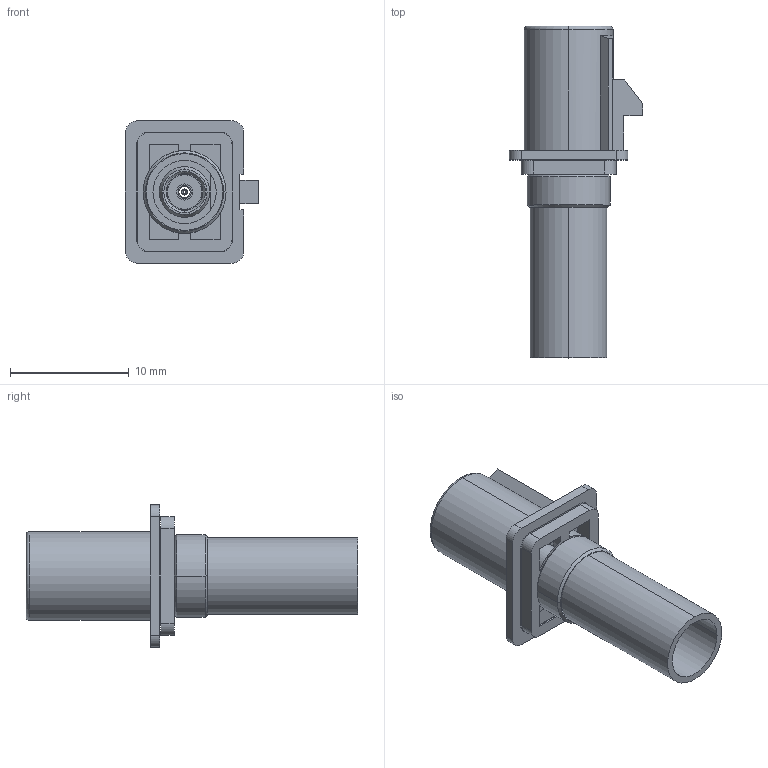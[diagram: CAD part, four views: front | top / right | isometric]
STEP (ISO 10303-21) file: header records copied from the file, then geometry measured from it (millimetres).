
FILE_DESCRIPTION((''),'2;1');
FILE_NAME('FA1-NASP-C04-1_SW0001','2012-11-20T',('Clement Lazar'),(''),'PRO/ENGINEER BY PARAMETRIC TECHNOLOGY CORPORATION, 2010100','PRO/ENGINEER BY PARAMETRIC TECHNOLOGY CORPORATION, 2010100','');
FILE_SCHEMA(('CONFIG_CONTROL_DESIGN'));
Length unit declared in the file: millimetre
Products named in the file (1): FA1-NASP-C04-1_SW0001
Bounding box: 11.25 x 28 x 12 mm (x, y, z)
Surface area: 1624.7 mm2 (no closed solid volume)
Topology: 0 solids, 14 shells, 101 faces, 305 edges, 212 vertices
Faces by surface type: plane 41, cylinder 36, cone 22, torus 2
Entity records: 3517 total; most frequent: CARTESIAN_POINT 682, DIRECTION 626, ORIENTED_EDGE 508, EDGE_CURVE 305, AXIS2_PLACEMENT_3D 230, VERTEX_POINT 212, VECTOR 166, LINE 166
